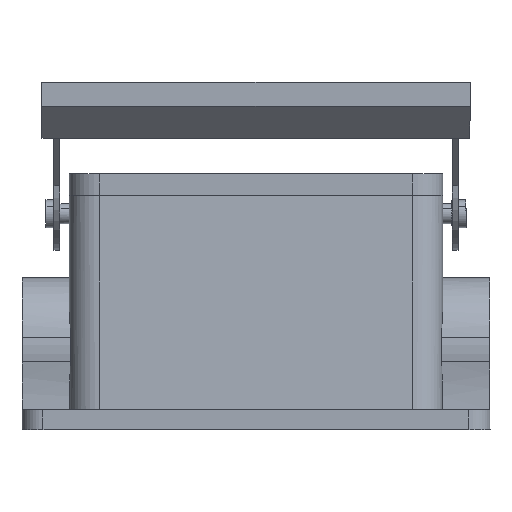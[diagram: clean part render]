
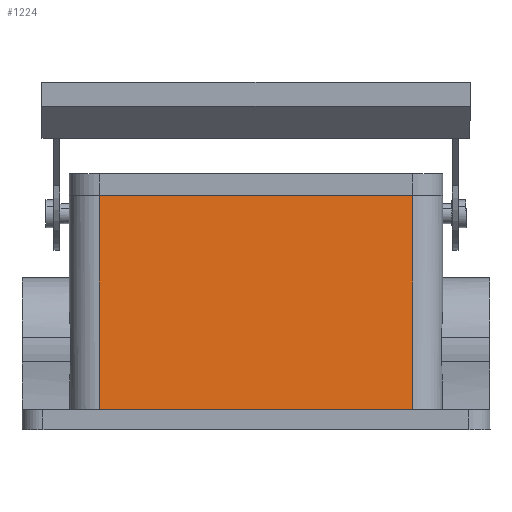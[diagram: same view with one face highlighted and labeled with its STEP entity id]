
A CAD part, left-side view. The second image highlights one B-rep face of the part: STEP entity #1224.
In plain terms, the highlighted planar face has unit normal (-0.999, 0, 0.044).
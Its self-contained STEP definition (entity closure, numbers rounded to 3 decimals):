
#1204=AXIS2_PLACEMENT_3D('Plane Axis2P3D',#1201,#1202,#1203) ;
#379=CARTESIAN_POINT('Line Origine',(18.5,58.5,58.5)) ;
#383=CARTESIAN_POINT('Vertex',(18.5,97.65,58.5)) ;
#385=CARTESIAN_POINT('Vertex',(18.5,19.35,58.5)) ;
#555=CARTESIAN_POINT('Line Origine',(17.274,19.35,30.414)) ;
#559=CARTESIAN_POINT('Vertex',(16.164,19.35,5.)) ;
#1201=CARTESIAN_POINT('Axis2P3D Location',(18.5,58.5,58.5)) ;
#1206=CARTESIAN_POINT('Line Origine',(17.332,97.65,31.75)) ;
#1210=CARTESIAN_POINT('Vertex',(16.164,97.65,5.)) ;
#1213=CARTESIAN_POINT('Line Origine',(16.164,58.5,5.)) ;
#380=DIRECTION('Vector Direction',(0.,1.,0.)) ;
#556=DIRECTION('Vector Direction',(0.044,0.,0.999)) ;
#1202=DIRECTION('Axis2P3D Direction',(-0.999,0.,0.044)) ;
#1203=DIRECTION('Axis2P3D XDirection',(0.,1.,0.)) ;
#1207=DIRECTION('Vector Direction',(-0.044,0.,-0.999)) ;
#1214=DIRECTION('Vector Direction',(0.,1.,0.)) ;
#381=VECTOR('Line Direction',#380,1.) ;
#557=VECTOR('Line Direction',#556,1.) ;
#1208=VECTOR('Line Direction',#1207,1.) ;
#1215=VECTOR('Line Direction',#1214,1.) ;
#1219=ORIENTED_EDGE('',*,*,#561,.F.) ;
#1220=ORIENTED_EDGE('',*,*,#387,.F.) ;
#1221=ORIENTED_EDGE('',*,*,#1212,.F.) ;
#1222=ORIENTED_EDGE('',*,*,#1217,.F.) ;
#1224=ADVANCED_FACE('Housing',(#1223),#1205,.T.) ;
#387=EDGE_CURVE('',#384,#386,#382,.F.) ;
#561=EDGE_CURVE('',#386,#560,#558,.F.) ;
#1212=EDGE_CURVE('',#1211,#384,#1209,.F.) ;
#1217=EDGE_CURVE('',#560,#1211,#1216,.T.) ;
#1218=EDGE_LOOP('',(#1219,#1220,#1221,#1222)) ;
#1223=FACE_OUTER_BOUND('',#1218,.T.) ;
#382=LINE('Line',#379,#381) ;
#558=LINE('Line',#555,#557) ;
#1209=LINE('Line',#1206,#1208) ;
#1216=LINE('Line',#1213,#1215) ;
#1205=PLANE('',#1204) ;
#384=VERTEX_POINT('',#383) ;
#386=VERTEX_POINT('',#385) ;
#560=VERTEX_POINT('',#559) ;
#1211=VERTEX_POINT('',#1210) ;
